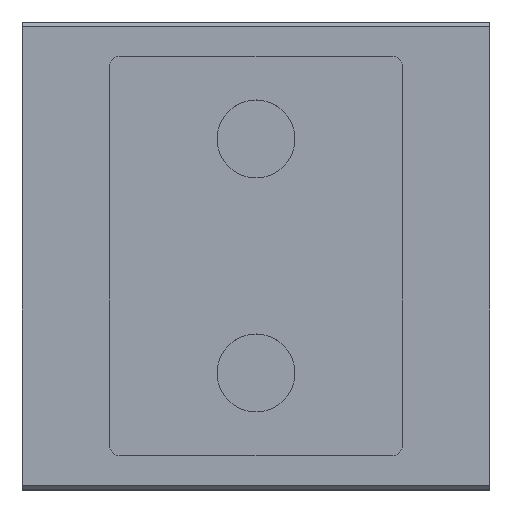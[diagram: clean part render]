
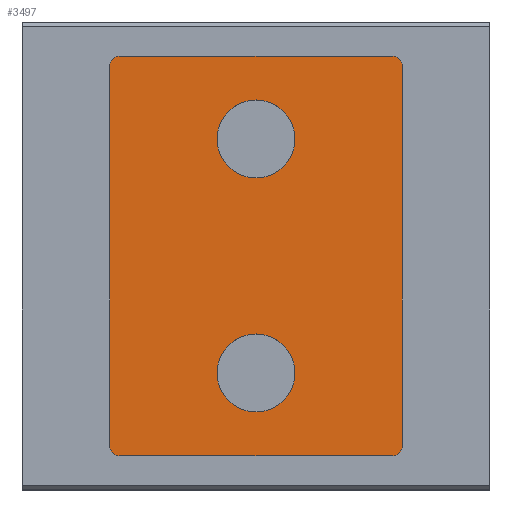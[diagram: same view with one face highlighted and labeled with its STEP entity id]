
A CAD part, top view. The second image highlights one B-rep face of the part: STEP entity #3497.
In plain terms, the highlighted planar face has unit normal (0, 0, 1).
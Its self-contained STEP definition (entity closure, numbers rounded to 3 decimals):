
#229 = CARTESIAN_POINT ( 'NONE',  ( -28., -41., -1. ) ) ;
#245 = CIRCLE ( 'NONE', #16465, 2. ) ;
#288 = DIRECTION ( 'NONE',  ( 0., 0., 1. ) ) ;
#571 = CARTESIAN_POINT ( 'NONE',  ( 0., -24., -1. ) ) ;
#645 = EDGE_CURVE ( 'NONE', #3561, #10807, #23361, .T. ) ;
#786 = CIRCLE ( 'NONE', #10834, 8. ) ;
#962 = CARTESIAN_POINT ( 'NONE',  ( -28., 41., -1. ) ) ;
#1237 = DIRECTION ( 'NONE',  ( 0., 0., 1. ) ) ;
#1460 = ORIENTED_EDGE ( 'NONE', *, *, #4567, .F. ) ;
#1574 = VERTEX_POINT ( 'NONE', #5853 ) ;
#1784 = EDGE_CURVE ( 'NONE', #1574, #26621, #11357, .T. ) ;
#1951 = ORIENTED_EDGE ( 'NONE', *, *, #29493, .F. ) ;
#2271 = VERTEX_POINT ( 'NONE', #3478 ) ;
#2327 = DIRECTION ( 'NONE',  ( -1., 0., 0. ) ) ;
#2940 = LINE ( 'NONE', #7573, #3486 ) ;
#3459 = CARTESIAN_POINT ( 'NONE',  ( -30., 39., -1. ) ) ;
#3478 = CARTESIAN_POINT ( 'NONE',  ( -30., -39., -1. ) ) ;
#3486 = VECTOR ( 'NONE', #7432, 1000. ) ;
#3497 = ADVANCED_FACE ( 'NONE', ( #25147, #9145, #16001 ), #11076, .F. ) ;
#3521 = VECTOR ( 'NONE', #4696, 1000. ) ;
#3561 = VERTEX_POINT ( 'NONE', #22582 ) ;
#3689 = ORIENTED_EDGE ( 'NONE', *, *, #10340, .T. ) ;
#4033 = EDGE_CURVE ( 'NONE', #26621, #28244, #245, .T. ) ;
#4156 = CARTESIAN_POINT ( 'NONE',  ( -28., -39., -1. ) ) ;
#4196 = CARTESIAN_POINT ( 'NONE',  ( 0., 24., -1. ) ) ;
#4546 = LINE ( 'NONE', #9023, #3521 ) ;
#4552 = CIRCLE ( 'NONE', #16932, 2. ) ;
#4567 = EDGE_CURVE ( 'NONE', #4613, #22373, #786, .T. ) ;
#4613 = VERTEX_POINT ( 'NONE', #6338 ) ;
#4626 = CARTESIAN_POINT ( 'NONE',  ( -8., 24., -1. ) ) ;
#4696 = DIRECTION ( 'NONE',  ( 0., 1., 0. ) ) ;
#5160 = EDGE_LOOP ( 'NONE', ( #1460, #1951 ) ) ;
#5228 = EDGE_CURVE ( 'NONE', #28244, #2271, #2940, .T. ) ;
#5847 = VECTOR ( 'NONE', #9204, 1000. ) ;
#5853 = CARTESIAN_POINT ( 'NONE',  ( 28., 41., -1. ) ) ;
#6338 = CARTESIAN_POINT ( 'NONE',  ( 8., 24., -1. ) ) ;
#6510 = DIRECTION ( 'NONE',  ( 0., 0., 1. ) ) ;
#6652 = EDGE_CURVE ( 'NONE', #16486, #28683, #8906, .T. ) ;
#6691 = DIRECTION ( 'NONE',  ( 1., 0., 0. ) ) ;
#6853 = AXIS2_PLACEMENT_3D ( 'NONE', #4156, #6510, #2327 ) ;
#7001 = CARTESIAN_POINT ( 'NONE',  ( 28., 41., -1. ) ) ;
#7432 = DIRECTION ( 'NONE',  ( 0., -1., 0. ) ) ;
#7524 = CIRCLE ( 'NONE', #24238, 2. ) ;
#7531 = DIRECTION ( 'NONE',  ( 1., 0., 0. ) ) ;
#7573 = CARTESIAN_POINT ( 'NONE',  ( -30., -39., -1. ) ) ;
#7674 = CARTESIAN_POINT ( 'NONE',  ( 28., -39., -1. ) ) ;
#7701 = EDGE_CURVE ( 'NONE', #25831, #14216, #4546, .T. ) ;
#7777 = CARTESIAN_POINT ( 'NONE',  ( -28., 39., -1. ) ) ;
#8414 = ORIENTED_EDGE ( 'NONE', *, *, #5228, .T. ) ;
#8906 = LINE ( 'NONE', #20547, #5847 ) ;
#8946 = AXIS2_PLACEMENT_3D ( 'NONE', #571, #288, #23168 ) ;
#9023 = CARTESIAN_POINT ( 'NONE',  ( 30., -39., -1. ) ) ;
#9085 = ORIENTED_EDGE ( 'NONE', *, *, #6652, .T. ) ;
#9145 = FACE_OUTER_BOUND ( 'NONE', #28766, .T. ) ;
#9204 = DIRECTION ( 'NONE',  ( 1., 0., 0. ) ) ;
#9394 = DIRECTION ( 'NONE',  ( 1., 0., 0. ) ) ;
#10340 = EDGE_CURVE ( 'NONE', #14216, #1574, #4552, .T. ) ;
#10807 = VERTEX_POINT ( 'NONE', #13185 ) ;
#10834 = AXIS2_PLACEMENT_3D ( 'NONE', #10997, #24896, #26987 ) ;
#10997 = CARTESIAN_POINT ( 'NONE',  ( 0., 24., -1. ) ) ;
#11076 = PLANE ( 'NONE',  #12124 ) ;
#11357 = LINE ( 'NONE', #7001, #12173 ) ;
#11487 = CARTESIAN_POINT ( 'NONE',  ( 28., -41., -1. ) ) ;
#11643 = ORIENTED_EDGE ( 'NONE', *, *, #4033, .T. ) ;
#11803 = CARTESIAN_POINT ( 'NONE',  ( 30., 39., -1. ) ) ;
#12002 = EDGE_CURVE ( 'NONE', #28683, #25831, #7524, .T. ) ;
#12124 = AXIS2_PLACEMENT_3D ( 'NONE', #20486, #15561, #15841 ) ;
#12173 = VECTOR ( 'NONE', #20457, 1000. ) ;
#12408 = ORIENTED_EDGE ( 'NONE', *, *, #12002, .T. ) ;
#12472 = DIRECTION ( 'NONE',  ( 0., 0., 1. ) ) ;
#13185 = CARTESIAN_POINT ( 'NONE',  ( 8., -24., -1. ) ) ;
#14180 = EDGE_CURVE ( 'NONE', #10807, #3561, #16569, .T. ) ;
#14216 = VERTEX_POINT ( 'NONE', #11803 ) ;
#15008 = CARTESIAN_POINT ( 'NONE',  ( 28., 39., -1. ) ) ;
#15561 = DIRECTION ( 'NONE',  ( 0., 0., -1. ) ) ;
#15841 = DIRECTION ( 'NONE',  ( -1., 0., 0. ) ) ;
#15926 = CIRCLE ( 'NONE', #6853, 2. ) ;
#16001 = FACE_BOUND ( 'NONE', #5160, .T. ) ;
#16465 = AXIS2_PLACEMENT_3D ( 'NONE', #7777, #16892, #18992 ) ;
#16486 = VERTEX_POINT ( 'NONE', #229 ) ;
#16569 = CIRCLE ( 'NONE', #8946, 8. ) ;
#16892 = DIRECTION ( 'NONE',  ( 0., 0., 1. ) ) ;
#16932 = AXIS2_PLACEMENT_3D ( 'NONE', #15008, #12472, #21753 ) ;
#17106 = CARTESIAN_POINT ( 'NONE',  ( 30., -39., -1. ) ) ;
#17242 = ORIENTED_EDGE ( 'NONE', *, *, #1784, .T. ) ;
#18651 = CARTESIAN_POINT ( 'NONE',  ( 0., -24., -1. ) ) ;
#18992 = DIRECTION ( 'NONE',  ( 1., 0., 0. ) ) ;
#20457 = DIRECTION ( 'NONE',  ( -1., 0., 0. ) ) ;
#20486 = CARTESIAN_POINT ( 'NONE',  ( -28., -39., -1. ) ) ;
#20547 = CARTESIAN_POINT ( 'NONE',  ( 28., -41., -1. ) ) ;
#20637 = AXIS2_PLACEMENT_3D ( 'NONE', #4196, #24943, #6691 ) ;
#21530 = EDGE_LOOP ( 'NONE', ( #29284, #24365 ) ) ;
#21753 = DIRECTION ( 'NONE',  ( 1., 0., 0. ) ) ;
#22015 = EDGE_CURVE ( 'NONE', #2271, #16486, #15926, .T. ) ;
#22373 = VERTEX_POINT ( 'NONE', #4626 ) ;
#22582 = CARTESIAN_POINT ( 'NONE',  ( -8., -24., -1. ) ) ;
#23127 = DIRECTION ( 'NONE',  ( 0., 0., 1. ) ) ;
#23168 = DIRECTION ( 'NONE',  ( 1., 0., 0. ) ) ;
#23361 = CIRCLE ( 'NONE', #27188, 8. ) ;
#23960 = ORIENTED_EDGE ( 'NONE', *, *, #7701, .T. ) ;
#23995 = CIRCLE ( 'NONE', #20637, 8. ) ;
#24238 = AXIS2_PLACEMENT_3D ( 'NONE', #7674, #1237, #7531 ) ;
#24365 = ORIENTED_EDGE ( 'NONE', *, *, #645, .F. ) ;
#24896 = DIRECTION ( 'NONE',  ( 0., 0., 1. ) ) ;
#24943 = DIRECTION ( 'NONE',  ( 0., 0., 1. ) ) ;
#25147 = FACE_BOUND ( 'NONE', #21530, .T. ) ;
#25831 = VERTEX_POINT ( 'NONE', #17106 ) ;
#26621 = VERTEX_POINT ( 'NONE', #962 ) ;
#26661 = ORIENTED_EDGE ( 'NONE', *, *, #22015, .T. ) ;
#26987 = DIRECTION ( 'NONE',  ( 1., 0., 0. ) ) ;
#27188 = AXIS2_PLACEMENT_3D ( 'NONE', #18651, #23127, #9394 ) ;
#28244 = VERTEX_POINT ( 'NONE', #3459 ) ;
#28683 = VERTEX_POINT ( 'NONE', #11487 ) ;
#28766 = EDGE_LOOP ( 'NONE', ( #26661, #9085, #12408, #23960, #3689, #17242, #11643, #8414 ) ) ;
#29284 = ORIENTED_EDGE ( 'NONE', *, *, #14180, .F. ) ;
#29493 = EDGE_CURVE ( 'NONE', #22373, #4613, #23995, .T. ) ;
